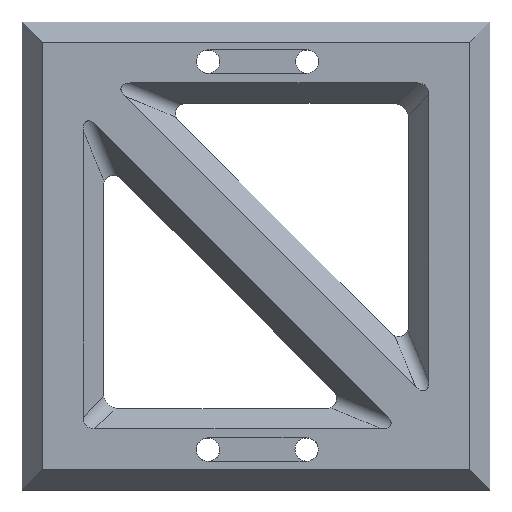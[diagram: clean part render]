
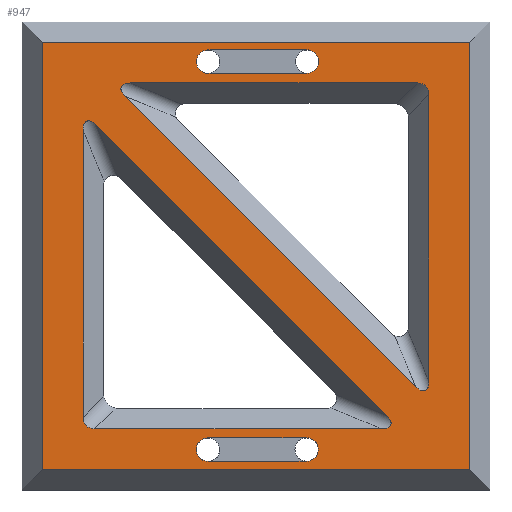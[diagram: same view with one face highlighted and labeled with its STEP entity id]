
A CAD part, top view. The second image highlights one B-rep face of the part: STEP entity #947.
In plain terms, the highlighted planar face has unit normal (0, 0, 1).
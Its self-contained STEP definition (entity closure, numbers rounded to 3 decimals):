
#15=FACE_BOUND('',#150,.T.);
#16=FACE_BOUND('',#151,.T.);
#17=FACE_BOUND('',#152,.T.);
#18=FACE_BOUND('',#153,.T.);
#35=PLANE('',#1042);
#66=CIRCLE('',#1043,0.575);
#67=CIRCLE('',#1044,0.575);
#68=CIRCLE('',#1045,0.575);
#69=CIRCLE('',#1046,0.575);
#70=CIRCLE('',#1047,0.575);
#71=CIRCLE('',#1048,0.575);
#101=FACE_OUTER_BOUND('',#149,.T.);
#149=EDGE_LOOP('',(#740,#741,#742,#743));
#150=EDGE_LOOP('',(#744,#745,#746,#747,#748,#749));
#151=EDGE_LOOP('',(#750,#751,#752,#753,#754,#755));
#152=EDGE_LOOP('',(#756,#757,#758,#759,#760,#761,#762));
#153=EDGE_LOOP('',(#763,#764,#765,#766,#767,#768,#769));
#191=LINE('',#1392,#285);
#200=LINE('',#1423,#294);
#209=LINE('',#1460,#303);
#216=LINE('',#1484,#310);
#226=LINE('',#1519,#320);
#228=LINE('',#1524,#322);
#229=LINE('',#1526,#323);
#230=LINE('',#1528,#324);
#231=LINE('',#1529,#325);
#232=LINE('',#1530,#326);
#233=LINE('',#1531,#327);
#234=LINE('',#1537,#328);
#235=LINE('',#1539,#329);
#236=LINE('',#1542,#330);
#237=LINE('',#1545,#331);
#238=LINE('',#1547,#332);
#239=LINE('',#1551,#333);
#240=LINE('',#1553,#334);
#285=VECTOR('',#1107,10.);
#294=VECTOR('',#1136,10.);
#303=VECTOR('',#1175,10.);
#310=VECTOR('',#1200,10.);
#320=VECTOR('',#1234,10.);
#322=VECTOR('',#1238,10.);
#323=VECTOR('',#1239,10.);
#324=VECTOR('',#1240,10.);
#325=VECTOR('',#1241,10.);
#326=VECTOR('',#1242,10.);
#327=VECTOR('',#1243,10.);
#328=VECTOR('',#1248,10.);
#329=VECTOR('',#1249,10.);
#330=VECTOR('',#1252,10.);
#331=VECTOR('',#1253,10.);
#332=VECTOR('',#1254,10.);
#333=VECTOR('',#1257,10.);
#334=VECTOR('',#1258,10.);
#373=ELLIPSE('',#988,1.159,0.75);
#378=ELLIPSE('',#998,1.159,0.75);
#385=ELLIPSE('',#1012,1.198,0.5);
#386=ELLIPSE('',#1014,1.198,0.5);
#390=ELLIPSE('',#1023,1.198,0.5);
#396=ELLIPSE('',#1036,1.198,0.5);
#397=VERTEX_POINT('',#1367);
#398=VERTEX_POINT('',#1368);
#407=VERTEX_POINT('',#1390);
#409=VERTEX_POINT('',#1398);
#410=VERTEX_POINT('',#1399);
#419=VERTEX_POINT('',#1421);
#424=VERTEX_POINT('',#1437);
#425=VERTEX_POINT('',#1441);
#426=VERTEX_POINT('',#1442);
#433=VERTEX_POINT('',#1465);
#434=VERTEX_POINT('',#1466);
#444=VERTEX_POINT('',#1497);
#452=VERTEX_POINT('',#1516);
#453=VERTEX_POINT('',#1518);
#454=VERTEX_POINT('',#1522);
#455=VERTEX_POINT('',#1523);
#456=VERTEX_POINT('',#1525);
#457=VERTEX_POINT('',#1527);
#458=VERTEX_POINT('',#1532);
#459=VERTEX_POINT('',#1534);
#460=VERTEX_POINT('',#1536);
#461=VERTEX_POINT('',#1538);
#462=VERTEX_POINT('',#1540);
#463=VERTEX_POINT('',#1543);
#464=VERTEX_POINT('',#1544);
#465=VERTEX_POINT('',#1546);
#466=VERTEX_POINT('',#1548);
#467=VERTEX_POINT('',#1550);
#468=VERTEX_POINT('',#1552);
#469=VERTEX_POINT('',#1554);
#489=EDGE_CURVE('',#397,#398,#373,.T.);
#501=EDGE_CURVE('',#407,#397,#191,.T.);
#504=EDGE_CURVE('',#409,#410,#378,.T.);
#516=EDGE_CURVE('',#419,#409,#200,.T.);
#523=EDGE_CURVE('',#424,#407,#385,.T.);
#525=EDGE_CURVE('',#425,#426,#386,.T.);
#534=EDGE_CURVE('',#410,#425,#209,.T.);
#537=EDGE_CURVE('',#433,#434,#390,.T.);
#546=EDGE_CURVE('',#398,#433,#216,.T.);
#553=EDGE_CURVE('',#444,#419,#396,.T.);
#563=EDGE_CURVE('',#453,#452,#226,.T.);
#565=EDGE_CURVE('',#454,#455,#228,.T.);
#566=EDGE_CURVE('',#456,#454,#229,.T.);
#567=EDGE_CURVE('',#457,#456,#230,.T.);
#568=EDGE_CURVE('',#455,#457,#231,.T.);
#569=EDGE_CURVE('',#426,#444,#232,.T.);
#570=EDGE_CURVE('',#434,#424,#233,.T.);
#571=EDGE_CURVE('',#452,#458,#66,.T.);
#572=EDGE_CURVE('',#458,#459,#67,.T.);
#573=EDGE_CURVE('',#459,#460,#234,.T.);
#574=EDGE_CURVE('',#460,#461,#235,.T.);
#575=EDGE_CURVE('',#461,#462,#68,.T.);
#576=EDGE_CURVE('',#462,#453,#236,.T.);
#577=EDGE_CURVE('',#463,#464,#237,.T.);
#578=EDGE_CURVE('',#464,#465,#238,.T.);
#579=EDGE_CURVE('',#465,#466,#69,.T.);
#580=EDGE_CURVE('',#466,#467,#239,.T.);
#581=EDGE_CURVE('',#467,#468,#240,.T.);
#582=EDGE_CURVE('',#468,#469,#70,.T.);
#583=EDGE_CURVE('',#469,#463,#71,.T.);
#740=ORIENTED_EDGE('',*,*,#565,.F.);
#741=ORIENTED_EDGE('',*,*,#566,.F.);
#742=ORIENTED_EDGE('',*,*,#567,.F.);
#743=ORIENTED_EDGE('',*,*,#568,.F.);
#744=ORIENTED_EDGE('',*,*,#516,.F.);
#745=ORIENTED_EDGE('',*,*,#553,.F.);
#746=ORIENTED_EDGE('',*,*,#569,.F.);
#747=ORIENTED_EDGE('',*,*,#525,.F.);
#748=ORIENTED_EDGE('',*,*,#534,.F.);
#749=ORIENTED_EDGE('',*,*,#504,.F.);
#750=ORIENTED_EDGE('',*,*,#570,.F.);
#751=ORIENTED_EDGE('',*,*,#537,.F.);
#752=ORIENTED_EDGE('',*,*,#546,.F.);
#753=ORIENTED_EDGE('',*,*,#489,.F.);
#754=ORIENTED_EDGE('',*,*,#501,.F.);
#755=ORIENTED_EDGE('',*,*,#523,.F.);
#756=ORIENTED_EDGE('',*,*,#571,.T.);
#757=ORIENTED_EDGE('',*,*,#572,.T.);
#758=ORIENTED_EDGE('',*,*,#573,.T.);
#759=ORIENTED_EDGE('',*,*,#574,.T.);
#760=ORIENTED_EDGE('',*,*,#575,.T.);
#761=ORIENTED_EDGE('',*,*,#576,.T.);
#762=ORIENTED_EDGE('',*,*,#563,.T.);
#763=ORIENTED_EDGE('',*,*,#577,.T.);
#764=ORIENTED_EDGE('',*,*,#578,.T.);
#765=ORIENTED_EDGE('',*,*,#579,.T.);
#766=ORIENTED_EDGE('',*,*,#580,.T.);
#767=ORIENTED_EDGE('',*,*,#581,.T.);
#768=ORIENTED_EDGE('',*,*,#582,.T.);
#769=ORIENTED_EDGE('',*,*,#583,.T.);
#947=ADVANCED_FACE('',(#101,#15,#16,#17,#18),#35,.T.);
#988=AXIS2_PLACEMENT_3D('',#1369,#1085,#1086);
#998=AXIS2_PLACEMENT_3D('',#1400,#1114,#1115);
#1012=AXIS2_PLACEMENT_3D('',#1438,#1152,#1153);
#1014=AXIS2_PLACEMENT_3D('',#1443,#1157,#1158);
#1023=AXIS2_PLACEMENT_3D('',#1467,#1182,#1183);
#1036=AXIS2_PLACEMENT_3D('',#1498,#1216,#1217);
#1042=AXIS2_PLACEMENT_3D('',#1521,#1236,#1237);
#1043=AXIS2_PLACEMENT_3D('',#1533,#1244,#1245);
#1044=AXIS2_PLACEMENT_3D('',#1535,#1246,#1247);
#1045=AXIS2_PLACEMENT_3D('',#1541,#1250,#1251);
#1046=AXIS2_PLACEMENT_3D('',#1549,#1255,#1256);
#1047=AXIS2_PLACEMENT_3D('',#1555,#1259,#1260);
#1048=AXIS2_PLACEMENT_3D('',#1556,#1261,#1262);
#1085=DIRECTION('center_axis',(0.,0.,1.));
#1086=DIRECTION('ref_axis',(0.707,0.707,0.));
#1107=DIRECTION('',(0.,1.,0.));
#1114=DIRECTION('center_axis',(0.,0.,1.));
#1115=DIRECTION('ref_axis',(-0.707,-0.707,0.));
#1136=DIRECTION('',(0.,-1.,0.));
#1152=DIRECTION('center_axis',(0.,0.,1.));
#1153=DIRECTION('ref_axis',(0.383,-0.924,0.));
#1157=DIRECTION('center_axis',(0.,0.,1.));
#1158=DIRECTION('ref_axis',(0.924,-0.383,0.));
#1175=DIRECTION('',(1.,0.,0.));
#1182=DIRECTION('center_axis',(0.,0.,1.));
#1183=DIRECTION('ref_axis',(-0.924,0.383,0.));
#1200=DIRECTION('',(-1.,0.,0.));
#1216=DIRECTION('center_axis',(0.,0.,1.));
#1217=DIRECTION('ref_axis',(-0.383,0.924,0.));
#1234=DIRECTION('',(-1.,0.,0.));
#1236=DIRECTION('center_axis',(0.,0.,1.));
#1237=DIRECTION('ref_axis',(1.,0.,0.));
#1238=DIRECTION('',(-1.,0.,0.));
#1239=DIRECTION('',(0.,-1.,0.));
#1240=DIRECTION('',(1.,0.,0.));
#1241=DIRECTION('',(0.,1.,0.));
#1242=DIRECTION('',(-0.707,0.707,0.));
#1243=DIRECTION('',(0.707,-0.707,0.));
#1244=DIRECTION('center_axis',(0.,0.,-1.));
#1245=DIRECTION('ref_axis',(1.,0.,0.));
#1246=DIRECTION('center_axis',(0.,0.,-1.));
#1247=DIRECTION('ref_axis',(1.,0.,0.));
#1248=DIRECTION('',(0.,1.,0.));
#1249=DIRECTION('',(1.,0.,0.));
#1250=DIRECTION('center_axis',(0.,0.,-1.));
#1251=DIRECTION('ref_axis',(1.,0.,0.));
#1252=DIRECTION('',(0.,-1.,0.));
#1253=DIRECTION('',(0.,1.,0.));
#1254=DIRECTION('',(1.,0.,0.));
#1255=DIRECTION('center_axis',(0.,0.,-1.));
#1256=DIRECTION('ref_axis',(1.,0.,0.));
#1257=DIRECTION('',(0.,-1.,0.));
#1258=DIRECTION('',(-1.,0.,0.));
#1259=DIRECTION('center_axis',(0.,0.,-1.));
#1260=DIRECTION('ref_axis',(1.,0.,0.));
#1261=DIRECTION('center_axis',(0.,0.,-1.));
#1262=DIRECTION('ref_axis',(1.,0.,0.));
#1367=CARTESIAN_POINT('',(77.921,-65.467,3.2));
#1368=CARTESIAN_POINT('',(77.345,-64.891,3.2));
#1369=CARTESIAN_POINT('Origin',(76.945,-65.868,3.2));
#1390=CARTESIAN_POINT('',(77.921,-79.55,3.2));
#1392=CARTESIAN_POINT('',(77.921,-69.641,3.2));
#1398=CARTESIAN_POINT('',(60.921,-81.315,3.2));
#1399=CARTESIAN_POINT('',(61.497,-81.891,3.2));
#1400=CARTESIAN_POINT('Origin',(61.898,-80.915,3.2));
#1421=CARTESIAN_POINT('',(60.921,-67.233,3.2));
#1423=CARTESIAN_POINT('',(60.921,-77.141,3.2));
#1437=CARTESIAN_POINT('',(77.266,-79.821,3.2));
#1438=CARTESIAN_POINT('Origin',(77.27,-78.906,3.2));
#1441=CARTESIAN_POINT('',(75.58,-81.891,3.2));
#1442=CARTESIAN_POINT('',(75.851,-81.236,3.2));
#1443=CARTESIAN_POINT('Origin',(74.936,-81.24,3.2));
#1460=CARTESIAN_POINT('',(71.757,-81.891,3.2));
#1465=CARTESIAN_POINT('',(63.263,-64.891,3.2));
#1466=CARTESIAN_POINT('',(62.991,-65.547,3.2));
#1467=CARTESIAN_POINT('Origin',(63.907,-65.542,3.2));
#1484=CARTESIAN_POINT('',(67.086,-64.891,3.2));
#1497=CARTESIAN_POINT('',(61.577,-66.961,3.2));
#1498=CARTESIAN_POINT('Origin',(61.572,-67.877,3.2));
#1516=CARTESIAN_POINT('',(67.067,-83.487,3.2));
#1518=CARTESIAN_POINT('',(71.882,-83.487,3.2));
#1519=CARTESIAN_POINT('',(70.652,-83.487,3.2));
#1521=CARTESIAN_POINT('Origin',(69.421,-73.391,3.2));
#1522=CARTESIAN_POINT('',(79.921,-83.891,3.2));
#1523=CARTESIAN_POINT('',(58.921,-83.891,3.2));
#1524=CARTESIAN_POINT('',(63.671,-83.891,3.2));
#1525=CARTESIAN_POINT('',(79.921,-62.891,3.2));
#1526=CARTESIAN_POINT('',(79.921,-79.141,3.2));
#1527=CARTESIAN_POINT('',(58.921,-62.891,3.2));
#1528=CARTESIAN_POINT('',(75.171,-62.891,3.2));
#1529=CARTESIAN_POINT('',(58.921,-67.641,3.2));
#1530=CARTESIAN_POINT('',(65.671,-71.056,3.2));
#1531=CARTESIAN_POINT('',(73.171,-75.727,3.2));
#1532=CARTESIAN_POINT('',(66.485,-82.912,3.2));
#1533=CARTESIAN_POINT('Origin',(67.06,-82.912,3.2));
#1534=CARTESIAN_POINT('',(67.053,-82.337,3.2));
#1535=CARTESIAN_POINT('Origin',(67.06,-82.912,3.2));
#1536=CARTESIAN_POINT('',(67.053,-82.332,3.2));
#1537=CARTESIAN_POINT('',(67.053,-77.864,3.2));
#1538=CARTESIAN_POINT('',(71.882,-82.332,3.2));
#1539=CARTESIAN_POINT('',(68.237,-82.332,3.2));
#1540=CARTESIAN_POINT('',(71.882,-83.481,3.2));
#1541=CARTESIAN_POINT('Origin',(71.911,-82.906,3.2));
#1542=CARTESIAN_POINT('',(71.882,-78.436,3.2));
#1543=CARTESIAN_POINT('',(67.061,-63.267,3.2));
#1544=CARTESIAN_POINT('',(67.061,-63.263,3.2));
#1545=CARTESIAN_POINT('',(67.061,-68.329,3.2));
#1546=CARTESIAN_POINT('',(71.924,-63.263,3.2));
#1547=CARTESIAN_POINT('',(68.241,-63.263,3.2));
#1548=CARTESIAN_POINT('',(71.924,-64.412,3.2));
#1549=CARTESIAN_POINT('Origin',(71.937,-63.838,3.2));
#1550=CARTESIAN_POINT('',(71.924,-64.417,3.2));
#1551=CARTESIAN_POINT('',(71.924,-68.902,3.2));
#1552=CARTESIAN_POINT('',(67.061,-64.417,3.2));
#1553=CARTESIAN_POINT('',(70.673,-64.417,3.2));
#1554=CARTESIAN_POINT('',(66.489,-63.842,3.2));
#1555=CARTESIAN_POINT('Origin',(67.064,-63.842,3.2));
#1556=CARTESIAN_POINT('Origin',(67.064,-63.842,3.2));
